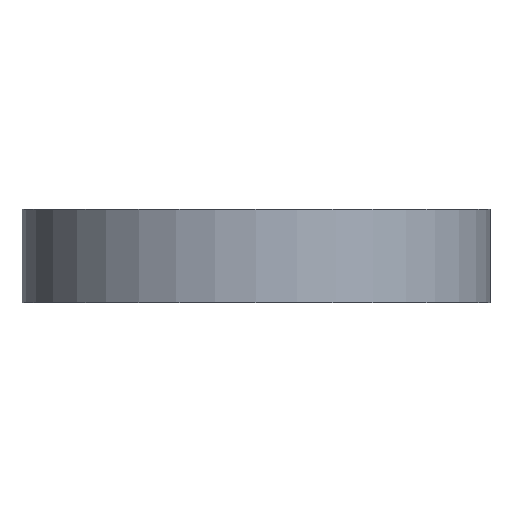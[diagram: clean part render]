
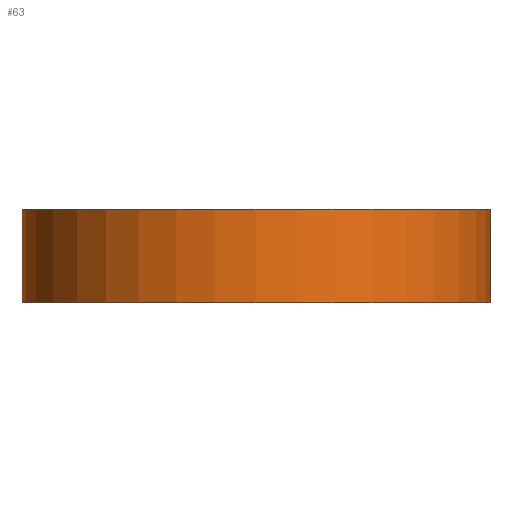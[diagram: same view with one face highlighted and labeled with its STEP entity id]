
A CAD part, front view. The second image highlights one B-rep face of the part: STEP entity #63.
In plain terms, the highlighted cylindrical face has radius 14 mm (diameter 28 mm), a partial arc.
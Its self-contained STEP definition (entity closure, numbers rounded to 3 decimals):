
#63=ADVANCED_FACE('',(#149),#150,.T.);
#71=EDGE_CURVE('',#119,#87,#161,.T.);
#77=EDGE_CURVE('',#111,#85,#168,.T.);
#81=EDGE_CURVE('',#119,#111,#172,.T.);
#85=VERTEX_POINT('',#176);
#87=VERTEX_POINT('',#178);
#95=EDGE_CURVE('',#85,#87,#187,.T.);
#111=VERTEX_POINT('',#206);
#119=VERTEX_POINT('',#214);
#149=FACE_OUTER_BOUND('',#236,.T.);
#150=CYLINDRICAL_SURFACE('',#237,14.0);
#161=CIRCLE('',#248,14.0);
#168=CIRCLE('',#256,14.0);
#172=LINE('',#261,#262);
#176=CARTESIAN_POINT('',(-14.0,0.,5.6));
#178=CARTESIAN_POINT('',(-14.0,0.,0.0));
#187=LINE('',#280,#281);
#206=CARTESIAN_POINT('',(14.0,0.,5.6));
#214=CARTESIAN_POINT('',(14.0,0.,0.0));
#236=EDGE_LOOP('',(#336,#337,#338,#339));
#237=AXIS2_PLACEMENT_3D('',#340,#341,#342);
#248=AXIS2_PLACEMENT_3D('',#360,#361,#362);
#256=AXIS2_PLACEMENT_3D('',#371,#372,#373);
#261=CARTESIAN_POINT('',(14.0,0.,2.8));
#262=VECTOR('',#374,1.0);
#280=CARTESIAN_POINT('',(-14.0,0.,2.8));
#281=VECTOR('',#389,1.0);
#336=ORIENTED_EDGE('',*,*,#95,.T.);
#337=ORIENTED_EDGE('',*,*,#71,.F.);
#338=ORIENTED_EDGE('',*,*,#81,.T.);
#339=ORIENTED_EDGE('',*,*,#77,.T.);
#340=CARTESIAN_POINT('',(0.0,0.,2.8));
#341=DIRECTION('',(0.0,-0.0,1.0));
#342=DIRECTION('',(-1.0,0.,0.0));
#360=CARTESIAN_POINT('',(0.0,0.,0.0));
#361=DIRECTION('',(-0.0,0.0,-1.0));
#362=DIRECTION('',(-1.0,0.,0.0));
#371=CARTESIAN_POINT('',(0.0,0.,5.6));
#372=DIRECTION('',(-0.0,0.0,-1.0));
#373=DIRECTION('',(-1.0,0.,0.0));
#374=DIRECTION('',(-0.0,-0.0,1.0));
#389=DIRECTION('',(0.0,0.0,-1.0));
